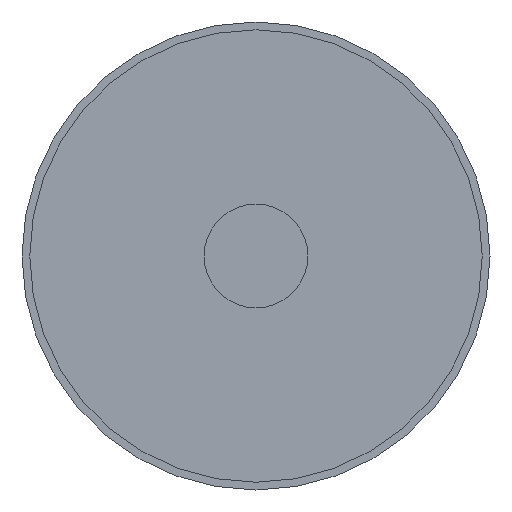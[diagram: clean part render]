
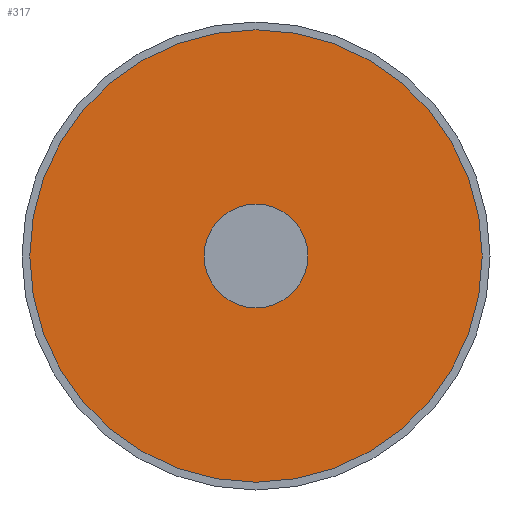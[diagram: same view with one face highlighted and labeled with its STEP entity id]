
A CAD part, front view. The second image highlights one B-rep face of the part: STEP entity #317.
In plain terms, the highlighted planar face has unit normal (0, -1, 0).
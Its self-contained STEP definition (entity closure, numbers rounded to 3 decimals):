
#317=ADVANCED_FACE('',(#353,#354),#355,.T.);
#353=FACE_BOUND('',#428,.T.);
#354=FACE_OUTER_BOUND('',#429,.T.);
#355=PLANE('',#430);
#428=EDGE_LOOP('',(#545));
#429=EDGE_LOOP('',(#546));
#430=AXIS2_PLACEMENT_3D('',#547,#548,#549);
#545=ORIENTED_EDGE('',*,*,#661,.T.);
#546=ORIENTED_EDGE('',*,*,#662,.T.);
#547=CARTESIAN_POINT('',(7.25,0.,0.0));
#548=DIRECTION('',(0.0,-1.0,0.0));
#549=DIRECTION('',(0.0,0.0,-1.0));
#661=EDGE_CURVE('',#695,#695,#696,.F.);
#662=EDGE_CURVE('',#697,#697,#698,.T.);
#695=VERTEX_POINT('',#793);
#696=CIRCLE('',#794,3.324);
#697=VERTEX_POINT('',#795);
#698=CIRCLE('',#796,14.5);
#793=CARTESIAN_POINT('',(0.,0.,-3.324));
#794=AXIS2_PLACEMENT_3D('',#989,#990,#991);
#795=CARTESIAN_POINT('',(0.0,0.,-14.5));
#796=AXIS2_PLACEMENT_3D('',#992,#993,#994);
#989=CARTESIAN_POINT('',(0.0,0.,0.0));
#990=DIRECTION('',(0.0,-1.0,0.0));
#991=DIRECTION('',(0.0,0.0,-1.0));
#992=CARTESIAN_POINT('',(0.0,0.,0.0));
#993=DIRECTION('',(0.0,-1.0,0.0));
#994=DIRECTION('',(0.0,0.0,-1.0));
